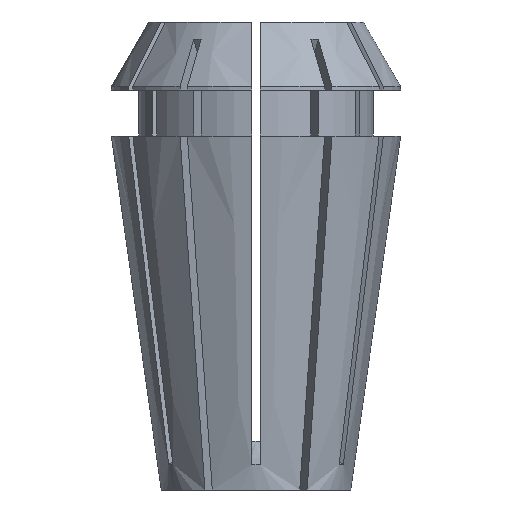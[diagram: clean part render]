
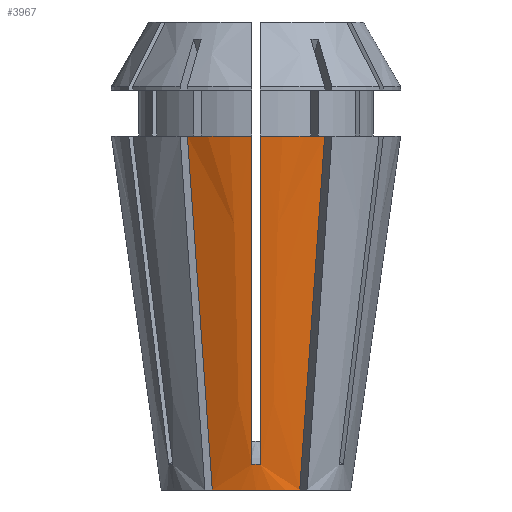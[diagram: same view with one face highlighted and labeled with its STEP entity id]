
A CAD part, left-side view. The second image highlights one B-rep face of the part: STEP entity #3967.
In plain terms, the highlighted conical face has half-angle 8 degrees and reference radius 5.577 mm.
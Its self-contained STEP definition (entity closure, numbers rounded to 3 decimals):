
#78 = EDGE_CURVE ( 'NONE', #4008, #4276, #1735, .T. ) ;
#329 = ORIENTED_EDGE ( 'NONE', *, *, #3979, .T. ) ;
#345 = CARTESIAN_POINT ( 'NONE',  ( -7.221, 0.25, 11.729 ) ) ;
#356 = AXIS2_PLACEMENT_3D ( 'NONE', #4225, #3851, #3116 ) ;
#357 = VERTEX_POINT ( 'NONE', #1346 ) ;
#368 = CARTESIAN_POINT ( 'NONE',  ( -7.646, 0.25, 14.753 ) ) ;
#417 = CARTESIAN_POINT ( 'NONE',  ( -7.483, -4.032, 20.8 ) ) ;
#497 = CARTESIAN_POINT ( 'NONE',  ( -5.783, -0.25, 1.503 ) ) ;
#500 = ORIENTED_EDGE ( 'NONE', *, *, #1872, .F. ) ;
#550 = B_SPLINE_CURVE_WITH_KNOTS ( 'NONE', 3,
 ( #2246, #1479, #368, #345, #1515, #4511, #3703, #1127, #4815, #3358 ),
 .UNSPECIFIED., .F., .F.,
 ( 4, 3, 3, 4 ),
 ( 0.035, 0.045, 0.055, 0.055 ),
 .UNSPECIFIED. ) ;
#583 = CARTESIAN_POINT ( 'NONE',  ( -6.883, 3.686, 15.874 ) ) ;
#783 = CIRCLE ( 'NONE', #819, 8.5 ) ;
#815 = DIRECTION ( 'NONE',  ( 1., 0., 0. ) ) ;
#819 = AXIS2_PLACEMENT_3D ( 'NONE', #925, #3554, #2417 ) ;
#827 = CARTESIAN_POINT ( 'NONE',  ( -7.646, -0.25, 14.753 ) ) ;
#845 = VERTEX_POINT ( 'NONE', #3632 ) ;
#846 = CARTESIAN_POINT ( 'NONE',  ( -6.275, -0.25, 4.999 ) ) ;
#925 = CARTESIAN_POINT ( 'NONE',  ( 0., 0., 20.8 ) ) ;
#1007 = B_SPLINE_CURVE_WITH_KNOTS ( 'NONE', 3,
 ( #3807, #1572, #827, #3101, #1961, #846, #3473, #3412, #1597, #4211 ),
 .UNSPECIFIED., .F., .F.,
 ( 4, 3, 3, 4 ),
 ( 0.035, 0.045, 0.055, 0.055 ),
 .UNSPECIFIED. ) ;
#1062 = EDGE_CURVE ( 'NONE', #4276, #3132, #3920, .T. ) ;
#1079 = ORIENTED_EDGE ( 'NONE', *, *, #78, .T. ) ;
#1095 = ORIENTED_EDGE ( 'NONE', *, *, #1062, .T. ) ;
#1120 = CONICAL_SURFACE ( 'NONE', #1243, 5.577, 0.14 ) ;
#1127 = CARTESIAN_POINT ( 'NONE',  ( -5.795, 0.25, 1.59 ) ) ;
#1243 = AXIS2_PLACEMENT_3D ( 'NONE', #3084, #2661, #815 ) ;
#1346 = CARTESIAN_POINT ( 'NONE',  ( -5.783, -0.25, 1.503 ) ) ;
#1390 = CARTESIAN_POINT ( 'NONE',  ( -7.483, 4.032, 20.8 ) ) ;
#1479 = CARTESIAN_POINT ( 'NONE',  ( -8.072, 0.25, 17.776 ) ) ;
#1509 = CARTESIAN_POINT ( 'NONE',  ( -7.483, -4.032, 20.8 ) ) ;
#1515 = CARTESIAN_POINT ( 'NONE',  ( -6.748, 0.25, 8.364 ) ) ;
#1572 = CARTESIAN_POINT ( 'NONE',  ( -8.072, -0.25, 17.776 ) ) ;
#1576 = CARTESIAN_POINT ( 'NONE',  ( -5.439, -2.852, 4.015 ) ) ;
#1577 = EDGE_CURVE ( 'NONE', #2558, #2647, #783, .T. ) ;
#1597 = CARTESIAN_POINT ( 'NONE',  ( -5.789, -0.25, 1.546 ) ) ;
#1608 = FACE_OUTER_BOUND ( 'NONE', #3048, .T. ) ;
#1687 = ORIENTED_EDGE ( 'NONE', *, *, #1577, .T. ) ;
#1735 = CIRCLE ( 'NONE', #356, 8.5 ) ;
#1872 = EDGE_CURVE ( 'NONE', #3734, #3132, #2083, .T. ) ;
#1938 = CARTESIAN_POINT ( 'NONE',  ( -6.883, -3.686, 15.874 ) ) ;
#1961 = CARTESIAN_POINT ( 'NONE',  ( -6.748, -0.25, 8.364 ) ) ;
#1964 = CARTESIAN_POINT ( 'NONE',  ( -5.783, 0.25, 1.503 ) ) ;
#1970 = CARTESIAN_POINT ( 'NONE',  ( -5.684, -2.993, 6.022 ) ) ;
#1982 = CARTESIAN_POINT ( 'NONE',  ( -5.79, 0.083, 1.499 ) ) ;
#2059 = CARTESIAN_POINT ( 'NONE',  ( -5.684, 2.993, 6.022 ) ) ;
#2083 = CIRCLE ( 'NONE', #2087, 5.577 ) ;
#2087 = AXIS2_PLACEMENT_3D ( 'NONE', #3316, #4743, #3665 ) ;
#2097 = CARTESIAN_POINT ( 'NONE',  ( -6.284, 3.339, 10.948 ) ) ;
#2114 = CARTESIAN_POINT ( 'NONE',  ( -5.439, 2.852, 4.015 ) ) ;
#2245 = ORIENTED_EDGE ( 'NONE', *, *, #2327, .F. ) ;
#2246 = CARTESIAN_POINT ( 'NONE',  ( -8.497, 0.25, 20.8 ) ) ;
#2326 = CARTESIAN_POINT ( 'NONE',  ( -5.195, -2.71, 2.007 ) ) ;
#2327 = EDGE_CURVE ( 'NONE', #845, #357, #2405, .T. ) ;
#2359 = CARTESIAN_POINT ( 'NONE',  ( -4.95, -2.569, 0. ) ) ;
#2405 = B_SPLINE_CURVE_WITH_KNOTS ( 'NONE', 3,
 ( #1964, #1982, #4580, #497 ),
 .UNSPECIFIED., .F., .F.,
 ( 4, 4 ),
 ( 0., 0.001 ),
 .UNSPECIFIED. ) ;
#2417 = DIRECTION ( 'NONE',  ( -1., 0., 0. ) ) ;
#2471 = ORIENTED_EDGE ( 'NONE', *, *, #3171, .F. ) ;
#2472 = CARTESIAN_POINT ( 'NONE',  ( -5.195, 2.71, 2.007 ) ) ;
#2558 = VERTEX_POINT ( 'NONE', #1509 ) ;
#2577 = CARTESIAN_POINT ( 'NONE',  ( -4.95, -2.569, 0. ) ) ;
#2647 = VERTEX_POINT ( 'NONE', #4824 ) ;
#2661 = DIRECTION ( 'NONE',  ( 0., 0., 1. ) ) ;
#3012 = CARTESIAN_POINT ( 'NONE',  ( -4.95, 2.569, 0. ) ) ;
#3048 = EDGE_LOOP ( 'NONE', ( #4059, #1687, #329, #2245, #2471, #1079, #1095, #500 ) ) ;
#3084 = CARTESIAN_POINT ( 'NONE',  ( 0., 0., 0. ) ) ;
#3101 = CARTESIAN_POINT ( 'NONE',  ( -7.221, -0.25, 11.729 ) ) ;
#3116 = DIRECTION ( 'NONE',  ( -1., 0., 0. ) ) ;
#3128 = CARTESIAN_POINT ( 'NONE',  ( -8.497, 0.25, 20.8 ) ) ;
#3132 = VERTEX_POINT ( 'NONE', #3012 ) ;
#3171 = EDGE_CURVE ( 'NONE', #4008, #845, #550, .T. ) ;
#3310 = EDGE_CURVE ( 'NONE', #2558, #3734, #3754, .T. ) ;
#3316 = CARTESIAN_POINT ( 'NONE',  ( 0., 0., 0. ) ) ;
#3358 = CARTESIAN_POINT ( 'NONE',  ( -5.783, 0.25, 1.503 ) ) ;
#3412 = CARTESIAN_POINT ( 'NONE',  ( -5.795, -0.25, 1.59 ) ) ;
#3473 = CARTESIAN_POINT ( 'NONE',  ( -5.801, -0.25, 1.634 ) ) ;
#3554 = DIRECTION ( 'NONE',  ( 0., 0., -1. ) ) ;
#3632 = CARTESIAN_POINT ( 'NONE',  ( -5.783, 0.25, 1.503 ) ) ;
#3665 = DIRECTION ( 'NONE',  ( -1., 0., 0. ) ) ;
#3703 = CARTESIAN_POINT ( 'NONE',  ( -5.801, 0.25, 1.634 ) ) ;
#3734 = VERTEX_POINT ( 'NONE', #2577 ) ;
#3754 = B_SPLINE_CURVE_WITH_KNOTS ( 'NONE', 3,
 ( #417, #1938, #3809, #1970, #1576, #2326, #2359 ),
 .UNSPECIFIED., .F., .F.,
 ( 4, 3, 4 ),
 ( 0., 0.015, 0.021 ),
 .UNSPECIFIED. ) ;
#3807 = CARTESIAN_POINT ( 'NONE',  ( -8.497, -0.25, 20.8 ) ) ;
#3809 = CARTESIAN_POINT ( 'NONE',  ( -6.284, -3.339, 10.948 ) ) ;
#3851 = DIRECTION ( 'NONE',  ( 0., 0., -1. ) ) ;
#3920 = B_SPLINE_CURVE_WITH_KNOTS ( 'NONE', 3,
 ( #4326, #583, #2097, #2059, #2114, #2472, #4687 ),
 .UNSPECIFIED., .F., .F.,
 ( 4, 3, 4 ),
 ( 0., 0.015, 0.021 ),
 .UNSPECIFIED. ) ;
#3967 = ADVANCED_FACE ( 'NONE', ( #1608 ), #1120, .T. ) ;
#3979 = EDGE_CURVE ( 'NONE', #2647, #357, #1007, .T. ) ;
#4008 = VERTEX_POINT ( 'NONE', #3128 ) ;
#4059 = ORIENTED_EDGE ( 'NONE', *, *, #3310, .F. ) ;
#4211 = CARTESIAN_POINT ( 'NONE',  ( -5.783, -0.25, 1.503 ) ) ;
#4225 = CARTESIAN_POINT ( 'NONE',  ( 0., 0., 20.8 ) ) ;
#4276 = VERTEX_POINT ( 'NONE', #1390 ) ;
#4326 = CARTESIAN_POINT ( 'NONE',  ( -7.483, 4.032, 20.8 ) ) ;
#4511 = CARTESIAN_POINT ( 'NONE',  ( -6.275, 0.25, 4.999 ) ) ;
#4580 = CARTESIAN_POINT ( 'NONE',  ( -5.79, -0.083, 1.499 ) ) ;
#4687 = CARTESIAN_POINT ( 'NONE',  ( -4.95, 2.569, 0. ) ) ;
#4743 = DIRECTION ( 'NONE',  ( 0., 0., -1. ) ) ;
#4815 = CARTESIAN_POINT ( 'NONE',  ( -5.789, 0.25, 1.546 ) ) ;
#4824 = CARTESIAN_POINT ( 'NONE',  ( -8.497, -0.25, 20.8 ) ) ;
